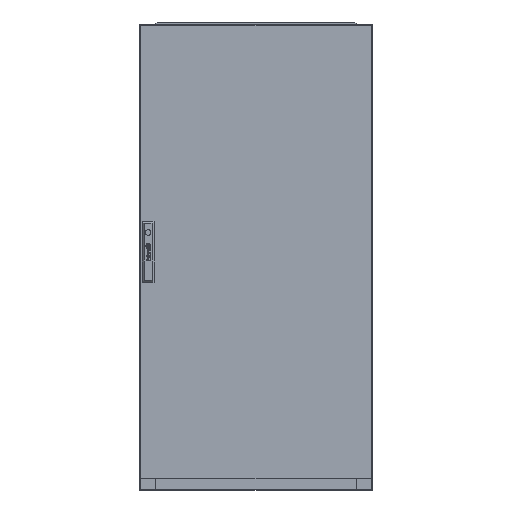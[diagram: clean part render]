
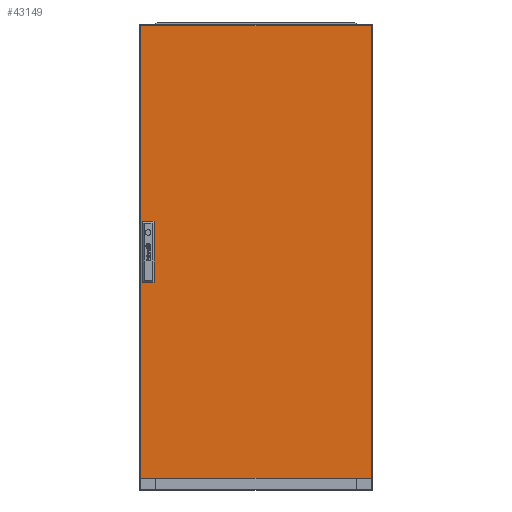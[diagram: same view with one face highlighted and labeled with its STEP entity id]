
A CAD part, top view. The second image highlights one B-rep face of the part: STEP entity #43149.
In plain terms, the highlighted planar face has unit normal (0, 0, 1).
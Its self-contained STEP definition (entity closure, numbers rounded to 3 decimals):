
#237 = ORIENTED_EDGE ( 'NONE', *, *, #79896, .F. ) ;
#2735 = ORIENTED_EDGE ( 'NONE', *, *, #60260, .T. ) ;
#2761 = CARTESIAN_POINT ( 'NONE',  ( -293.4, -78.5, 0. ) ) ;
#4372 = VECTOR ( 'NONE', #26799, 1000. ) ;
#4519 = VECTOR ( 'NONE', #67856, 1000. ) ;
#5596 = CARTESIAN_POINT ( 'NONE',  ( -297., -583.5, 0. ) ) ;
#10288 = EDGE_CURVE ( 'NONE', #53922, #54913, #97586, .T. ) ;
#13542 = ORIENTED_EDGE ( 'NONE', *, *, #41117, .T. ) ;
#14378 = CARTESIAN_POINT ( 'NONE',  ( -263., 78.5, 0. ) ) ;
#18159 = CARTESIAN_POINT ( 'NONE',  ( -293.4, -78.5, 0. ) ) ;
#19097 = CARTESIAN_POINT ( 'NONE',  ( -293.4, 0., 0. ) ) ;
#19365 = DIRECTION ( 'NONE',  ( 0., 0., 1. ) ) ;
#22244 = ORIENTED_EDGE ( 'NONE', *, *, #10288, .T. ) ;
#24838 = LINE ( 'NONE', #74894, #4519 ) ;
#26519 = VECTOR ( 'NONE', #43621, 1000. ) ;
#26799 = DIRECTION ( 'NONE',  ( 0., -1., 0. ) ) ;
#28409 = EDGE_CURVE ( 'NONE', #45973, #74839, #71127, .T. ) ;
#30345 = CARTESIAN_POINT ( 'NONE',  ( -263., -78.5, 0. ) ) ;
#30975 = ORIENTED_EDGE ( 'NONE', *, *, #32516, .T. ) ;
#31068 = VECTOR ( 'NONE', #31647, 1000. ) ;
#31323 = VECTOR ( 'NONE', #48251, 1000. ) ;
#31647 = DIRECTION ( 'NONE',  ( 1., 0., 0. ) ) ;
#32062 = ORIENTED_EDGE ( 'NONE', *, *, #38132, .T. ) ;
#32516 = EDGE_CURVE ( 'NONE', #59232, #80548, #46690, .T. ) ;
#33207 = FACE_BOUND ( 'NONE', #76013, .T. ) ;
#33415 = CARTESIAN_POINT ( 'NONE',  ( 297., 583.5, 0. ) ) ;
#34922 = VERTEX_POINT ( 'NONE', #92173 ) ;
#36620 = VECTOR ( 'NONE', #48737, 1000. ) ;
#38132 = EDGE_CURVE ( 'NONE', #50896, #74839, #74399, .T. ) ;
#39189 = CARTESIAN_POINT ( 'NONE',  ( 297., -583.5, 0. ) ) ;
#41117 = EDGE_CURVE ( 'NONE', #54913, #59232, #24838, .T. ) ;
#42021 = CARTESIAN_POINT ( 'NONE',  ( 0., 0., 0. ) ) ;
#43149 = ADVANCED_FACE ( 'NONE', ( #33207, #94121 ), #65106, .T. ) ;
#43621 = DIRECTION ( 'NONE',  ( 1., 0., 0. ) ) ;
#44831 = CARTESIAN_POINT ( 'NONE',  ( 297., 583.5, 0. ) ) ;
#44910 = LINE ( 'NONE', #19097, #4372 ) ;
#45973 = VERTEX_POINT ( 'NONE', #2761 ) ;
#46426 = DIRECTION ( 'NONE',  ( 0., -1., 0. ) ) ;
#46690 = LINE ( 'NONE', #76909, #49090 ) ;
#46741 = LINE ( 'NONE', #5596, #26519 ) ;
#47083 = AXIS2_PLACEMENT_3D ( 'NONE', #42021, #19365, #72814 ) ;
#48251 = DIRECTION ( 'NONE',  ( 0., -1., 0. ) ) ;
#48737 = DIRECTION ( 'NONE',  ( 0., 1., 0. ) ) ;
#49090 = VECTOR ( 'NONE', #46426, 1000. ) ;
#50653 = EDGE_LOOP ( 'NONE', ( #22244, #13542, #30975, #70116 ) ) ;
#50896 = VERTEX_POINT ( 'NONE', #14378 ) ;
#53703 = LINE ( 'NONE', #85033, #31068 ) ;
#53922 = VERTEX_POINT ( 'NONE', #39189 ) ;
#54913 = VERTEX_POINT ( 'NONE', #44831 ) ;
#59232 = VERTEX_POINT ( 'NONE', #97761 ) ;
#60260 = EDGE_CURVE ( 'NONE', #34922, #50896, #53703, .T. ) ;
#65106 = PLANE ( 'NONE',  #47083 ) ;
#67856 = DIRECTION ( 'NONE',  ( -1., 0., 0. ) ) ;
#70116 = ORIENTED_EDGE ( 'NONE', *, *, #84943, .T. ) ;
#71127 = LINE ( 'NONE', #18159, #88950 ) ;
#71634 = DIRECTION ( 'NONE',  ( 1., 0., 0. ) ) ;
#72814 = DIRECTION ( 'NONE',  ( 1., 0., 0. ) ) ;
#73434 = CARTESIAN_POINT ( 'NONE',  ( -297., -583.5, 0. ) ) ;
#74399 = LINE ( 'NONE', #78743, #31323 ) ;
#74839 = VERTEX_POINT ( 'NONE', #30345 ) ;
#74894 = CARTESIAN_POINT ( 'NONE',  ( -297., 583.5, 0. ) ) ;
#76013 = EDGE_LOOP ( 'NONE', ( #2735, #32062, #79531, #237 ) ) ;
#76909 = CARTESIAN_POINT ( 'NONE',  ( -297., 583.5, 0. ) ) ;
#78743 = CARTESIAN_POINT ( 'NONE',  ( -263., 0., 0. ) ) ;
#79531 = ORIENTED_EDGE ( 'NONE', *, *, #28409, .F. ) ;
#79896 = EDGE_CURVE ( 'NONE', #34922, #45973, #44910, .T. ) ;
#80548 = VERTEX_POINT ( 'NONE', #73434 ) ;
#84943 = EDGE_CURVE ( 'NONE', #80548, #53922, #46741, .T. ) ;
#85033 = CARTESIAN_POINT ( 'NONE',  ( -293.4, 78.5, 0. ) ) ;
#88950 = VECTOR ( 'NONE', #71634, 1000. ) ;
#92173 = CARTESIAN_POINT ( 'NONE',  ( -293.4, 78.5, 0. ) ) ;
#94121 = FACE_OUTER_BOUND ( 'NONE', #50653, .T. ) ;
#97586 = LINE ( 'NONE', #33415, #36620 ) ;
#97761 = CARTESIAN_POINT ( 'NONE',  ( -297., 583.5, 0. ) ) ;
